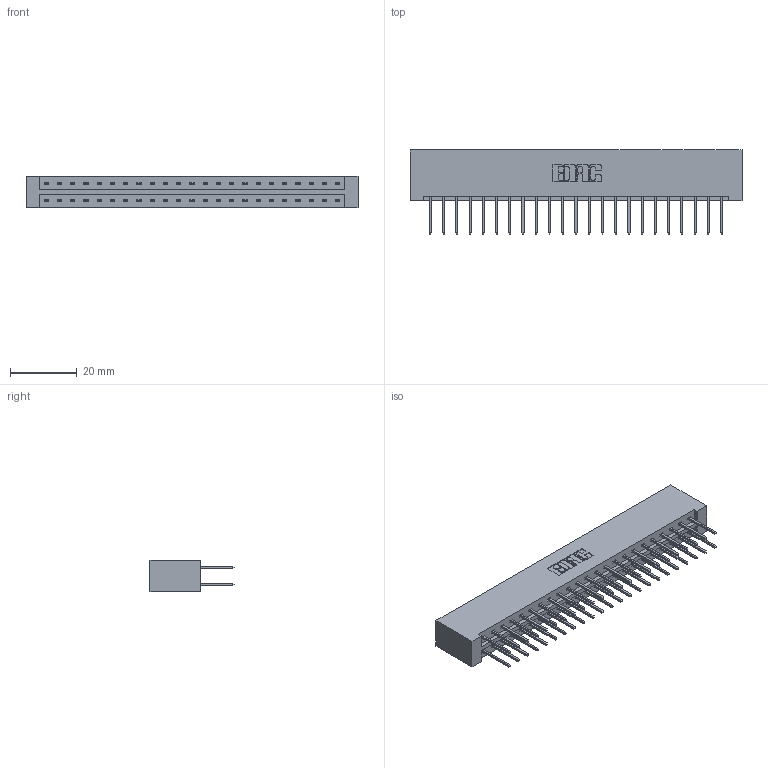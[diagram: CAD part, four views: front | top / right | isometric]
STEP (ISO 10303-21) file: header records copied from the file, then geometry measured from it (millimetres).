
FILE_DESCRIPTION (( 'STEP AP203' ), '1' );
FILE_NAME ('333-046-523-201.STEP', '2018-08-03T22:08:44', ( '' ), ( '' ), 'SwSTEP 2.0', 'SolidWorks 2016', '' );
FILE_SCHEMA (( 'CONFIG_CONTROL_DESIGN' ));
Length unit declared in the file: inch
Products named in the file (3): 333 Part_Lugless; 345-292-001_345-293-123; 333-046-523-201
Assembly tree (47 placements, depth 2):
  333-046-523-201
    333 Part_Lugless
    345-292-001_345-293-123  x46
Bounding box: 99.39 x 25.15 x 9.4 mm (x, y, z)
Volume: 10696 mm3; surface area: 12911.8 mm2
Topology: 47 solids, 47 shells, 2498 faces, 7417 edges, 4882 vertices
Faces by surface type: plane 1722, cylinder 776
Entity records: 16995 total; most frequent: CARTESIAN_POINT 2838, ORIENTED_EDGE 2774, DIRECTION 2451, EDGE_CURVE 1387, VECTOR 1267, LINE 1267, VERTEX_POINT 922, AXIS2_PLACEMENT_3D 592
